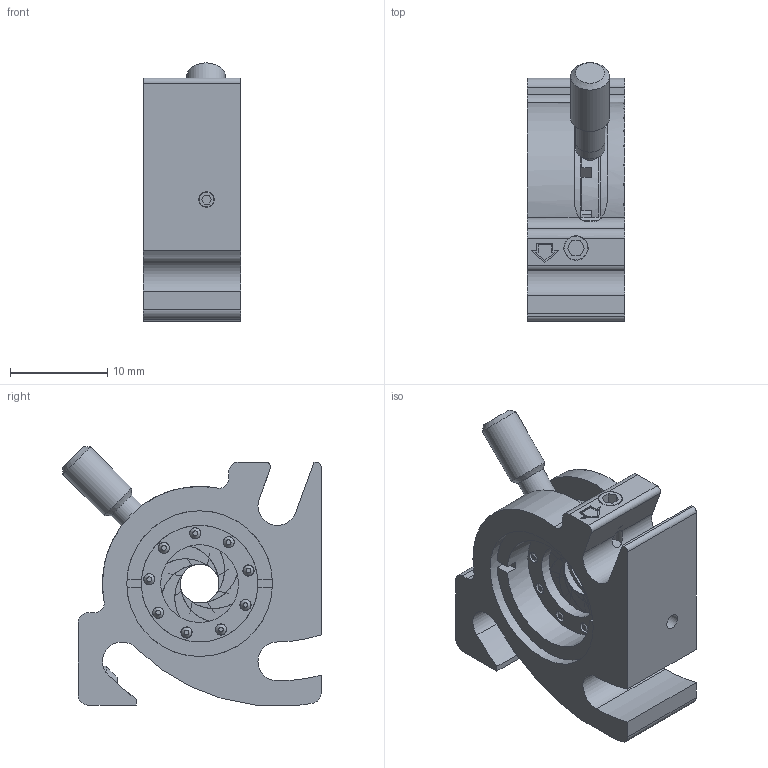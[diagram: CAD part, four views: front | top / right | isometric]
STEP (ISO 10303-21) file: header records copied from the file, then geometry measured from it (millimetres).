
FILE_DESCRIPTION(/* description */ (''),/* implementation_level */ '2;1');
FILE_NAME(/* name */ 'C16-IH-8.stp',/* time_stamp */ '2017-05-08T13:54:39+09:00',/* author */ ('e.nonaka'),/* organization */ (''),/* preprocessor_version */ 'ST-DEVELOPER v16.1',/* originating_system */ 'Autodesk Inventor 2016',/* authorisation */ '');
FILE_SCHEMA (('AUTOMOTIVE_DESIGN { 1 0 10303 214 3 1 1 }'));
Length unit declared in the file: millimetre
Products named in the file (1): C16IH8-M02-17001-TS01
Bounding box: 10 x 26.57 x 26.57 mm (x, y, z)
Volume: 3301.7 mm3; surface area: 3838.9 mm2
Topology: 1 solids, 1 shells, 529 faces, 1569 edges, 1024 vertices
Faces by surface type: plane 238, cone 145, cylinder 111, bspline 33, torus 2
Full cylindrical faces by diameter (mm): 0.8 x21, 1.1 x9, 1.15 x9, 1.321 x1, 1.6 x2, 1.7 x1, 2.5 x2, 3 x2, 4 x1, 8 x2, 10 x1, 12 x1, 13.2 x5, 13.6 x1, 14.8 x1, 15 x2
Entity records: 20184 total; most frequent: CARTESIAN_POINT 6576, ORIENTED_EDGE 2880, DIRECTION 2463, EDGE_CURVE 1428, VERTEX_POINT 966, AXIS2_PLACEMENT_3D 953, EDGE_LOOP 676, LINE 557
